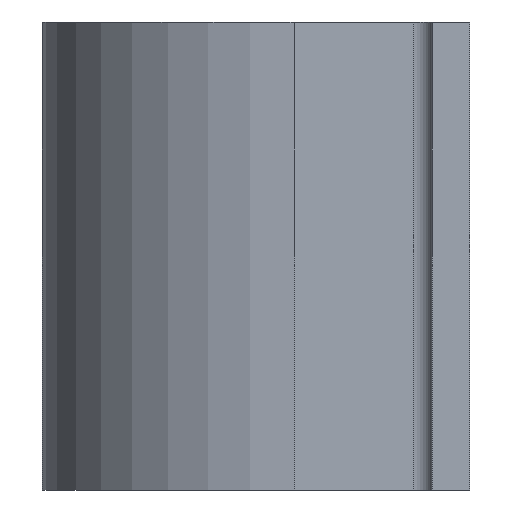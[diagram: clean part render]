
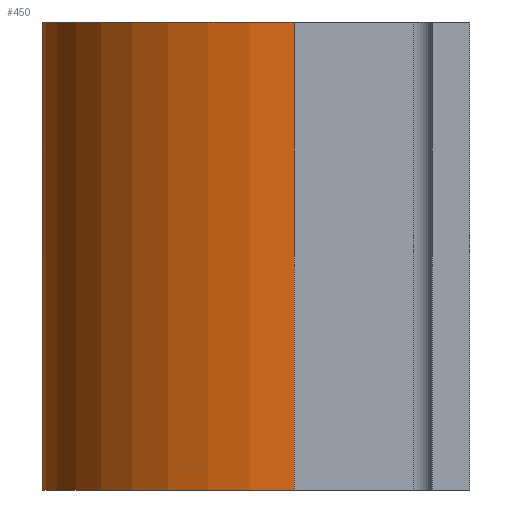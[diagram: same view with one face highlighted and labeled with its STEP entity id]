
A CAD part, left-side view. The second image highlights one B-rep face of the part: STEP entity #450.
In plain terms, the highlighted cylindrical face has radius 10.249 mm (diameter 20.498 mm), a partial arc.
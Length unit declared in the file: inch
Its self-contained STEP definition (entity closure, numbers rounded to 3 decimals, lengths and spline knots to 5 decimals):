
#9 = VECTOR ( 'NONE', #199, 39.37008 ) ;
#22 = EDGE_CURVE ( 'NONE', #210, #529, #123, .T. ) ;
#60 = ORIENTED_EDGE ( 'NONE', *, *, #404, .T. ) ;
#70 = DIRECTION ( 'NONE',  ( 0., 0., -1. ) ) ;
#72 = LINE ( 'NONE', #400, #509 ) ;
#76 = CARTESIAN_POINT ( 'NONE',  ( 1.6535, 0.2815, -0.375 ) ) ;
#110 = CYLINDRICAL_SURFACE ( 'NONE', #125, 0.4035 ) ;
#113 = CARTESIAN_POINT ( 'NONE',  ( 1.25, 0.2815, 0.375 ) ) ;
#122 = FACE_OUTER_BOUND ( 'NONE', #477, .T. ) ;
#123 = LINE ( 'NONE', #371, #9 ) ;
#125 = AXIS2_PLACEMENT_3D ( 'NONE', #113, #546, #417 ) ;
#139 = ORIENTED_EDGE ( 'NONE', *, *, #22, .F. ) ;
#145 = EDGE_CURVE ( 'NONE', #529, #373, #289, .T. ) ;
#199 = DIRECTION ( 'NONE',  ( 0., 0., -1. ) ) ;
#210 = VERTEX_POINT ( 'NONE', #262 ) ;
#250 = ORIENTED_EDGE ( 'NONE', *, *, #525, .T. ) ;
#253 = ORIENTED_EDGE ( 'NONE', *, *, #145, .F. ) ;
#262 = CARTESIAN_POINT ( 'NONE',  ( 0.8465, 0.2815, 0.375 ) ) ;
#265 = CARTESIAN_POINT ( 'NONE',  ( 1.6535, 0.2815, 0.375 ) ) ;
#277 = VERTEX_POINT ( 'NONE', #265 ) ;
#284 = AXIS2_PLACEMENT_3D ( 'NONE', #321, #341, #344 ) ;
#289 = CIRCLE ( 'NONE', #284, 0.4035 ) ;
#318 = CARTESIAN_POINT ( 'NONE',  ( 1.25, 0.2815, 0.375 ) ) ;
#321 = CARTESIAN_POINT ( 'NONE',  ( 1.25, 0.2815, -0.375 ) ) ;
#331 = AXIS2_PLACEMENT_3D ( 'NONE', #318, #70, #367 ) ;
#341 = DIRECTION ( 'NONE',  ( 0., 0., -1. ) ) ;
#344 = DIRECTION ( 'NONE',  ( 1., 0., 0. ) ) ;
#367 = DIRECTION ( 'NONE',  ( 1., 0., 0. ) ) ;
#371 = CARTESIAN_POINT ( 'NONE',  ( 0.8465, 0.2815, 0.375 ) ) ;
#373 = VERTEX_POINT ( 'NONE', #76 ) ;
#400 = CARTESIAN_POINT ( 'NONE',  ( 1.6535, 0.2815, 0.375 ) ) ;
#404 = EDGE_CURVE ( 'NONE', #210, #277, #492, .T. ) ;
#417 = DIRECTION ( 'NONE',  ( -1., 0., 0. ) ) ;
#450 = ADVANCED_FACE ( 'NONE', ( #122 ), #110, .T. ) ;
#477 = EDGE_LOOP ( 'NONE', ( #253, #139, #60, #250 ) ) ;
#485 = CARTESIAN_POINT ( 'NONE',  ( 0.8465, 0.2815, -0.375 ) ) ;
#492 = CIRCLE ( 'NONE', #331, 0.4035 ) ;
#509 = VECTOR ( 'NONE', #526, 39.37008 ) ;
#525 = EDGE_CURVE ( 'NONE', #277, #373, #72, .T. ) ;
#526 = DIRECTION ( 'NONE',  ( 0., 0., -1. ) ) ;
#529 = VERTEX_POINT ( 'NONE', #485 ) ;
#546 = DIRECTION ( 'NONE',  ( 0., 0., -1. ) ) ;
